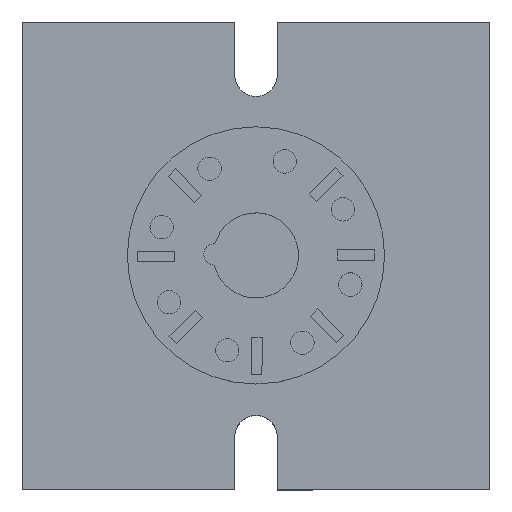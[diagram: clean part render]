
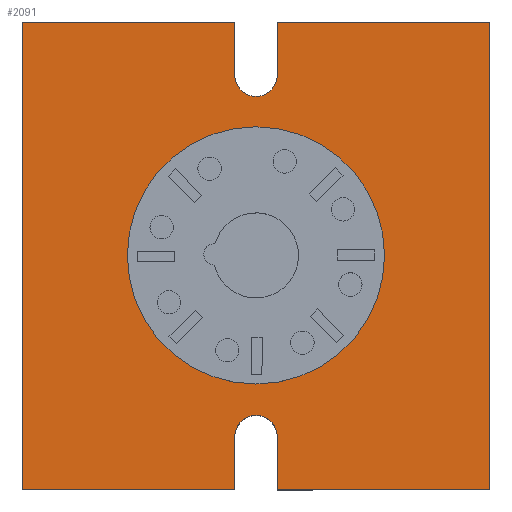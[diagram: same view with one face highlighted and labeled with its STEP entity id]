
A CAD part, top view. The second image highlights one B-rep face of the part: STEP entity #2091.
In plain terms, the highlighted planar face has unit normal (0, 0, 1).
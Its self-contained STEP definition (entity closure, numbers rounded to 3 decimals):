
#1516=CARTESIAN_POINT('',(21.745,-11.93,19.5));
#1517=VERTEX_POINT('',#1516);
#1533=CARTESIAN_POINT('',(21.745,12.002,19.5));
#1534=VERTEX_POINT('',#1533);
#1541=CARTESIAN_POINT('',(21.745,0.036,19.5));
#1542=DIRECTION('',(0.0,0.0,-1.0));
#1543=DIRECTION('',(0.0,-1.0,0.0));
#1544=AXIS2_PLACEMENT_3D('',#1541,#1542,#1543);
#1545=CIRCLE('',#1544,11.966);
#1546=EDGE_CURVE('',#1517,#1534,#1545,.T.);
#1903=CARTESIAN_POINT('',(23.727,-16.807,19.5));
#1904=VERTEX_POINT('',#1903);
#1911=CARTESIAN_POINT('',(19.773,-16.809,19.5));
#1912=VERTEX_POINT('',#1911);
#1913=CARTESIAN_POINT('',(21.75,-16.808,19.5));
#1914=DIRECTION('',(0.0,0.0,-1.0));
#1915=DIRECTION('',(-0.001,1.,0.0));
#1916=AXIS2_PLACEMENT_3D('',#1913,#1914,#1915);
#1917=CIRCLE('',#1916,1.977);
#1918=EDGE_CURVE('',#1912,#1904,#1917,.T.);
#1943=CARTESIAN_POINT('',(19.773,-21.75,19.5));
#1944=VERTEX_POINT('',#1943);
#1945=CARTESIAN_POINT('',(19.773,-21.75,19.5));
#1946=DIRECTION('',(0.0,1.0,0.0));
#1947=VECTOR('',#1946,4.941);
#1948=LINE('',#1945,#1947);
#1949=EDGE_CURVE('',#1944,#1912,#1948,.T.);
#1973=CARTESIAN_POINT('',(23.727,-21.75,19.5));
#1974=VERTEX_POINT('',#1973);
#1981=CARTESIAN_POINT('',(23.727,-16.807,19.5));
#1982=DIRECTION('',(0.0,-1.0,0.0));
#1983=VECTOR('',#1982,4.943);
#1984=LINE('',#1981,#1983);
#1985=EDGE_CURVE('',#1904,#1974,#1984,.T.);
#1991=CARTESIAN_POINT('',(21.75,0.0,19.5));
#1992=DIRECTION('',(0.0,0.0,1.0));
#1993=DIRECTION('',(1.0,0.0,0.0));
#1994=AXIS2_PLACEMENT_3D('',#1991,#1992,#1993);
#1995=PLANE('',#1994);
#1996=ORIENTED_EDGE('',*,*,#1949,.T.);
#1997=ORIENTED_EDGE('',*,*,#1918,.T.);
#1998=ORIENTED_EDGE('',*,*,#1985,.T.);
#1999=CARTESIAN_POINT('',(43.5,-21.75,19.5));
#2000=VERTEX_POINT('',#1999);
#2001=CARTESIAN_POINT('',(43.5,-21.75,19.5));
#2002=DIRECTION('',(-1.0,0.0,0.0));
#2003=VECTOR('',#2002,19.773);
#2004=LINE('',#2001,#2003);
#2005=EDGE_CURVE('',#2000,#1974,#2004,.T.);
#2006=ORIENTED_EDGE('',*,*,#2005,.F.);
#2007=CARTESIAN_POINT('',(43.5,21.75,19.5));
#2008=VERTEX_POINT('',#2007);
#2009=CARTESIAN_POINT('',(43.5,21.75,19.5));
#2010=DIRECTION('',(0.0,-1.0,0.0));
#2011=VECTOR('',#2010,43.5);
#2012=LINE('',#2009,#2011);
#2013=EDGE_CURVE('',#2008,#2000,#2012,.T.);
#2014=ORIENTED_EDGE('',*,*,#2013,.F.);
#2015=CARTESIAN_POINT('',(23.727,21.75,19.5));
#2016=VERTEX_POINT('',#2015);
#2017=CARTESIAN_POINT('',(23.727,21.75,19.5));
#2018=DIRECTION('',(1.0,0.0,0.0));
#2019=VECTOR('',#2018,19.773);
#2020=LINE('',#2017,#2019);
#2021=EDGE_CURVE('',#2016,#2008,#2020,.T.);
#2022=ORIENTED_EDGE('',*,*,#2021,.F.);
#2023=CARTESIAN_POINT('',(23.727,16.809,19.5));
#2024=VERTEX_POINT('',#2023);
#2025=CARTESIAN_POINT('',(23.727,21.75,19.5));
#2026=DIRECTION('',(0.0,-1.0,0.0));
#2027=VECTOR('',#2026,4.941);
#2028=LINE('',#2025,#2027);
#2029=EDGE_CURVE('',#2016,#2024,#2028,.T.);
#2030=ORIENTED_EDGE('',*,*,#2029,.T.);
#2031=CARTESIAN_POINT('',(19.773,16.807,19.5));
#2032=VERTEX_POINT('',#2031);
#2033=CARTESIAN_POINT('',(21.75,16.808,19.5));
#2034=DIRECTION('',(0.0,0.0,-1.0));
#2035=DIRECTION('',(0.001,-1.,0.0));
#2036=AXIS2_PLACEMENT_3D('',#2033,#2034,#2035);
#2037=CIRCLE('',#2036,1.977);
#2038=EDGE_CURVE('',#2024,#2032,#2037,.T.);
#2039=ORIENTED_EDGE('',*,*,#2038,.T.);
#2040=CARTESIAN_POINT('',(19.773,21.75,19.5));
#2041=VERTEX_POINT('',#2040);
#2042=CARTESIAN_POINT('',(19.773,16.807,19.5));
#2043=DIRECTION('',(0.0,1.0,0.0));
#2044=VECTOR('',#2043,4.943);
#2045=LINE('',#2042,#2044);
#2046=EDGE_CURVE('',#2032,#2041,#2045,.T.);
#2047=ORIENTED_EDGE('',*,*,#2046,.T.);
#2048=CARTESIAN_POINT('',(0.0,21.75,19.5));
#2049=VERTEX_POINT('',#2048);
#2050=CARTESIAN_POINT('',(0.0,21.75,19.5));
#2051=DIRECTION('',(1.0,0.0,0.0));
#2052=VECTOR('',#2051,19.773);
#2053=LINE('',#2050,#2052);
#2054=EDGE_CURVE('',#2049,#2041,#2053,.T.);
#2055=ORIENTED_EDGE('',*,*,#2054,.F.);
#2056=CARTESIAN_POINT('',(0.0,-21.75,19.5));
#2057=VERTEX_POINT('',#2056);
#2058=CARTESIAN_POINT('',(0.0,-21.75,19.5));
#2059=DIRECTION('',(0.0,1.0,0.0));
#2060=VECTOR('',#2059,43.5);
#2061=LINE('',#2058,#2060);
#2062=EDGE_CURVE('',#2057,#2049,#2061,.T.);
#2063=ORIENTED_EDGE('',*,*,#2062,.F.);
#2064=CARTESIAN_POINT('',(19.773,-21.75,19.5));
#2065=DIRECTION('',(-1.0,0.0,0.0));
#2066=VECTOR('',#2065,19.773);
#2067=LINE('',#2064,#2066);
#2068=EDGE_CURVE('',#1944,#2057,#2067,.T.);
#2069=ORIENTED_EDGE('',*,*,#2068,.F.);
#2070=EDGE_LOOP('',(#1996,#1997,#1998,#2006,#2014,#2022,#2030,#2039,#2047,#2055,#2063,#2069));
#2071=FACE_OUTER_BOUND('',#2070,.T.);
#2072=CARTESIAN_POINT('',(33.711,0.036,19.5));
#2073=VERTEX_POINT('',#2072);
#2074=CARTESIAN_POINT('',(21.745,0.036,19.5));
#2075=DIRECTION('',(0.0,0.0,-1.0));
#2076=DIRECTION('',(0.0,-1.0,0.0));
#2077=AXIS2_PLACEMENT_3D('',#2074,#2075,#2076);
#2078=CIRCLE('',#2077,11.966);
#2079=EDGE_CURVE('',#2073,#1517,#2078,.T.);
#2080=ORIENTED_EDGE('',*,*,#2079,.T.);
#2081=ORIENTED_EDGE('',*,*,#1546,.T.);
#2082=CARTESIAN_POINT('',(21.745,0.036,19.5));
#2083=DIRECTION('',(0.0,0.0,-1.0));
#2084=DIRECTION('',(0.0,-1.0,0.0));
#2085=AXIS2_PLACEMENT_3D('',#2082,#2083,#2084);
#2086=CIRCLE('',#2085,11.966);
#2087=EDGE_CURVE('',#1534,#2073,#2086,.T.);
#2088=ORIENTED_EDGE('',*,*,#2087,.T.);
#2089=EDGE_LOOP('',(#2080,#2081,#2088));
#2090=FACE_BOUND('',#2089,.T.);
#2091=ADVANCED_FACE('',(#2071,#2090),#1995,.T.);
